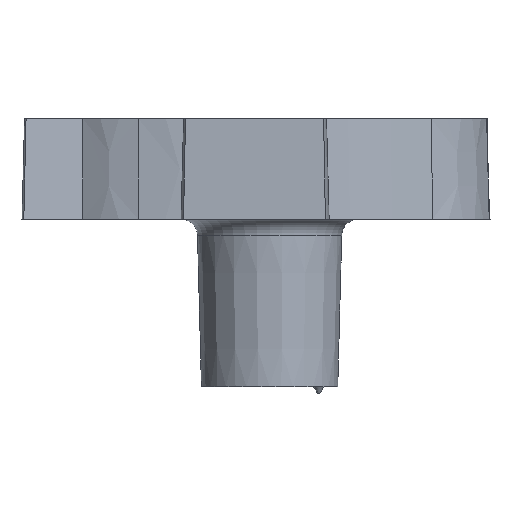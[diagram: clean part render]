
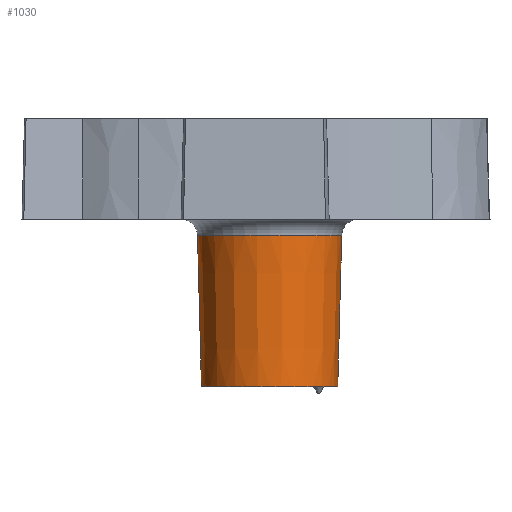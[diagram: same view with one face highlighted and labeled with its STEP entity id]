
A CAD part, front view. The second image highlights one B-rep face of the part: STEP entity #1030.
In plain terms, the highlighted conical face has half-angle 1.5 degrees and reference radius 6.5 mm.
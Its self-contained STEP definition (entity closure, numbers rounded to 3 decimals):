
#62=LINE('',#1628,#107);
#107=VECTOR('',#1279,6.5);
#152=CONICAL_SURFACE('',#1114,6.5,0.026);
#196=FACE_OUTER_BOUND('',#255,.T.);
#255=EDGE_LOOP('',(#698,#699,#700,#701,#702));
#316=CIRCLE('',#1109,6.462);
#320=CIRCLE('',#1113,6.462);
#321=CIRCLE('',#1115,6.107);
#410=VERTEX_POINT('',#1616);
#411=VERTEX_POINT('',#1617);
#414=VERTEX_POINT('',#1626);
#524=EDGE_CURVE('',#410,#411,#316,.T.);
#528=EDGE_CURVE('',#411,#410,#320,.T.);
#529=EDGE_CURVE('',#414,#414,#321,.T.);
#530=EDGE_CURVE('',#414,#410,#62,.T.);
#698=ORIENTED_EDGE('',*,*,#529,.T.);
#699=ORIENTED_EDGE('',*,*,#530,.T.);
#700=ORIENTED_EDGE('',*,*,#528,.F.);
#701=ORIENTED_EDGE('',*,*,#524,.F.);
#702=ORIENTED_EDGE('',*,*,#530,.F.);
#1030=ADVANCED_FACE('',(#196),#152,.T.);
#1109=AXIS2_PLACEMENT_3D('',#1618,#1265,#1266);
#1113=AXIS2_PLACEMENT_3D('',#1624,#1273,#1274);
#1114=AXIS2_PLACEMENT_3D('',#1625,#1275,#1276);
#1115=AXIS2_PLACEMENT_3D('',#1627,#1277,#1278);
#1265=DIRECTION('center_axis',(0.,0.,1.));
#1266=DIRECTION('ref_axis',(-1.,0.,0.));
#1273=DIRECTION('center_axis',(0.,0.,1.));
#1274=DIRECTION('ref_axis',(-1.,0.,0.));
#1275=DIRECTION('center_axis',(0.,0.,1.));
#1276=DIRECTION('ref_axis',(-1.,0.,0.));
#1277=DIRECTION('center_axis',(0.,0.,1.));
#1278=DIRECTION('ref_axis',(-1.,0.,0.));
#1279=DIRECTION('',(0.026,0.,1.));
#1616=CARTESIAN_POINT('',(-10.678,-5.593,-1.461));
#1617=CARTESIAN_POINT('',(-23.601,-5.593,-1.461));
#1618=CARTESIAN_POINT('Origin',(-17.14,-5.593,-1.461));
#1624=CARTESIAN_POINT('Origin',(-17.14,-5.593,-1.461));
#1625=CARTESIAN_POINT('Origin',(-17.14,-5.593,0.));
#1626=CARTESIAN_POINT('',(-11.033,-5.593,-15.));
#1627=CARTESIAN_POINT('Origin',(-17.14,-5.593,-15.));
#1628=CARTESIAN_POINT('',(-10.64,-5.593,0.));
